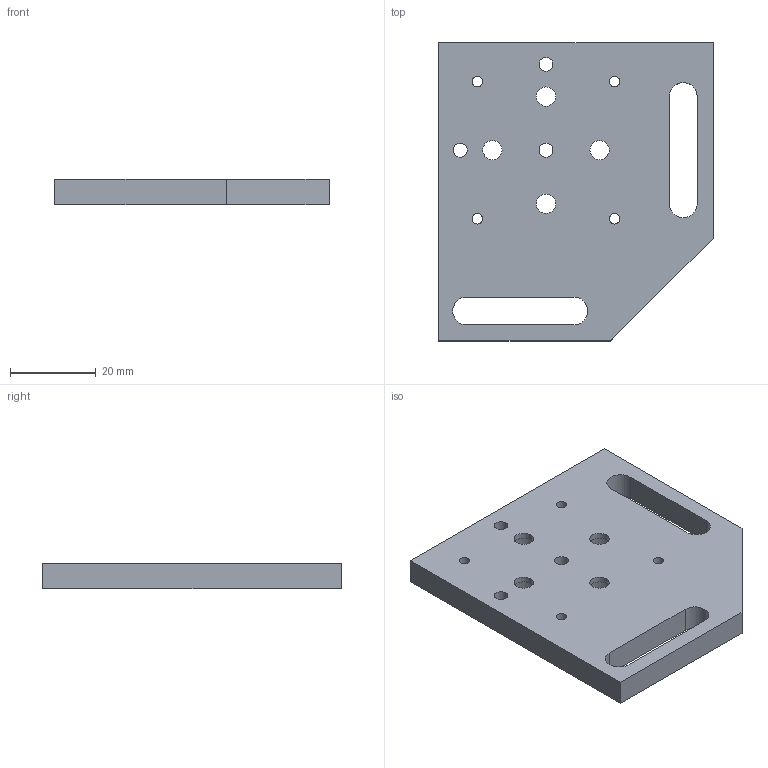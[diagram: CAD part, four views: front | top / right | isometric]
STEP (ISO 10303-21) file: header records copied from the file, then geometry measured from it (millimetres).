
FILE_DESCRIPTION(/* description */ (''),/* implementation_level */ '2;1');
FILE_NAME(/* name */ '3UBP-03.stp',/* time_stamp */ '2017-04-06T18:04:54+03:00',/* author */ ('dsgn39'),/* organization */ (''),/* preprocessor_version */ 'ST-DEVELOPER v15.2',/* originating_system */ 'Autodesk Inventor 2014',/* authorisation */ '');
FILE_SCHEMA (('AUTOMOTIVE_DESIGN { 1 0 10303 214 3 1 1 }'));
Length unit declared in the file: millimetre
Products named in the file (2): Part28; Assembly14
Bounding box: 64 x 69.5 x 6 mm (x, y, z)
Volume: 21335.3 mm3; surface area: 10595.5 mm2
Topology: 1 solids, 1 shells, 34 faces, 91 edges, 63 vertices
Faces by surface type: cylinder 19, plane 15
Full cylindrical faces by diameter (mm): 2.459 x4, 3.242 x3, 4.5 x4, 8 x4
Entity records: 1047 total; most frequent: DIRECTION 181, CARTESIAN_POINT 162, ORIENTED_EDGE 138, EDGE_LOOP 79, AXIS2_PLACEMENT_3D 75, EDGE_CURVE 69, VERTEX_POINT 56, FACE_BOUND 47
